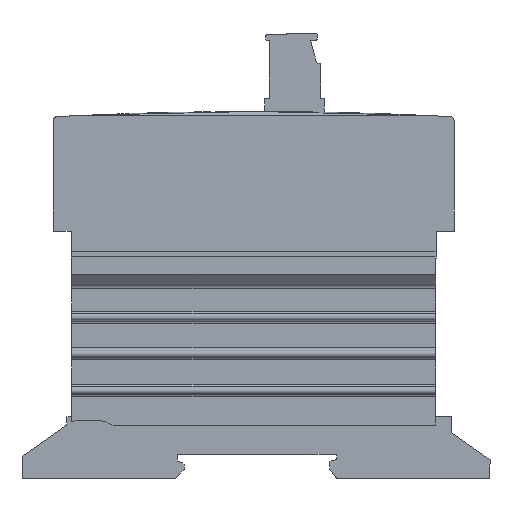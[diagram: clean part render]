
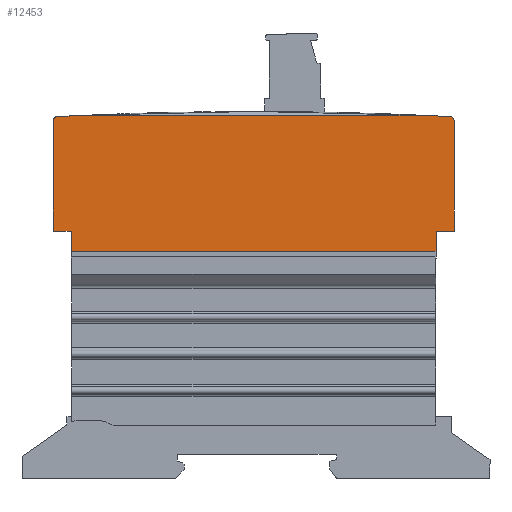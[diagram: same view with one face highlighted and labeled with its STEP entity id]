
A CAD part, left-side view. The second image highlights one B-rep face of the part: STEP entity #12453.
In plain terms, the highlighted planar face has unit normal (-1, 0, 0).
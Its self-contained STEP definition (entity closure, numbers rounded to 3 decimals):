
#4146 = VERTEX_POINT ( 'NONE', #22358 ) ;
#4149 = EDGE_CURVE ( 'NONE', #4150, #4146, #22356, .T. ) ;
#4150 = VERTEX_POINT ( 'NONE', #22351 ) ;
#4154 = VERTEX_POINT ( 'NONE', #22350 ) ;
#4160 = EDGE_CURVE ( 'NONE', #4161, #4154, #22443, .T. ) ;
#4161 = VERTEX_POINT ( 'NONE', #22430 ) ;
#12267 = ORIENTED_EDGE ( 'NONE', *, *, #12512, .T. ) ;
#12340 = ORIENTED_EDGE ( 'NONE', *, *, #12357, .T. ) ;
#12357 = EDGE_CURVE ( 'NONE', #12431, #12362, #23969, .T. ) ;
#12362 = VERTEX_POINT ( 'NONE', #23965 ) ;
#12380 = ORIENTED_EDGE ( 'NONE', *, *, #12400, .T. ) ;
#12388 = EDGE_CURVE ( 'NONE', #12435, #12416, #23963, .T. ) ;
#12390 = ORIENTED_EDGE ( 'NONE', *, *, #12388, .F. ) ;
#12400 = EDGE_CURVE ( 'NONE', #12362, #12416, #23959, .T. ) ;
#12416 = VERTEX_POINT ( 'NONE', #23955 ) ;
#12426 = ORIENTED_EDGE ( 'NONE', *, *, #4160, .T. ) ;
#12427 = EDGE_CURVE ( 'NONE', #12435, #4161, #23954, .T. ) ;
#12431 = VERTEX_POINT ( 'NONE', #24014 ) ;
#12435 = VERTEX_POINT ( 'NONE', #24013 ) ;
#12441 = ORIENTED_EDGE ( 'NONE', *, *, #12427, .T. ) ;
#12453 = ADVANCED_FACE ( 'NONE', ( #24005 ), #24003, .T. ) ;
#12473 = EDGE_CURVE ( 'NONE', #4150, #4154, #24004, .T. ) ;
#12478 = VERTEX_POINT ( 'NONE', #23995 ) ;
#12497 = VERTEX_POINT ( 'NONE', #23990 ) ;
#12502 = EDGE_CURVE ( 'NONE', #12478, #12497, #23989, .T. ) ;
#12509 = ORIENTED_EDGE ( 'NONE', *, *, #14915, .T. ) ;
#12512 = EDGE_CURVE ( 'NONE', #12497, #12431, #23985, .T. ) ;
#12514 = EDGE_CURVE ( 'NONE', #14923, #12478, #24047, .T. ) ;
#12518 = ORIENTED_EDGE ( 'NONE', *, *, #12514, .T. ) ;
#12526 = ORIENTED_EDGE ( 'NONE', *, *, #12502, .T. ) ;
#12566 = EDGE_LOOP ( 'NONE', ( #12509, #12518, #12526, #12267, #12340, #12380, #12390, #12441, #12426, #12668, #12636, #12596 ) ) ;
#12596 = ORIENTED_EDGE ( 'NONE', *, *, #12623, .T. ) ;
#12623 = EDGE_CURVE ( 'NONE', #4146, #14916, #24031, .T. ) ;
#12636 = ORIENTED_EDGE ( 'NONE', *, *, #4149, .T. ) ;
#12668 = ORIENTED_EDGE ( 'NONE', *, *, #12473, .F. ) ;
#14915 = EDGE_CURVE ( 'NONE', #14916, #14923, #24158, .T. ) ;
#14916 = VERTEX_POINT ( 'NONE', #24154 ) ;
#14923 = VERTEX_POINT ( 'NONE', #24153 ) ;
#22350 = CARTESIAN_POINT ( 'NONE',  ( -26.681, -82.085, -9.44 ) ) ;
#22351 = CARTESIAN_POINT ( 'NONE',  ( -26.681, -10.549, -9.44 ) ) ;
#22352 = DIRECTION ( 'NONE',  ( 0., -1., 0. ) ) ;
#22353 = DIRECTION ( 'NONE',  ( -1., 0., 0. ) ) ;
#22354 = CARTESIAN_POINT ( 'NONE',  ( -26.681, -46.317, -808.64 ) ) ;
#22355 = AXIS2_PLACEMENT_3D ( 'NONE', #22354, #22353, #22352 ) ;
#22356 = CIRCLE ( 'NONE', #22355, 800. ) ;
#22358 = CARTESIAN_POINT ( 'NONE',  ( -26.681, -4.776, -9.719 ) ) ;
#22430 = CARTESIAN_POINT ( 'NONE',  ( -26.681, -87.859, -9.719 ) ) ;
#22431 = DIRECTION ( 'NONE',  ( 0., -1., 0. ) ) ;
#22432 = DIRECTION ( 'NONE',  ( -1., 0., 0. ) ) ;
#22433 = CARTESIAN_POINT ( 'NONE',  ( -26.681, -46.317, -808.64 ) ) ;
#22434 = AXIS2_PLACEMENT_3D ( 'NONE', #22433, #22432, #22431 ) ;
#22443 = CIRCLE ( 'NONE', #22434, 800. ) ;
#23951 = DIRECTION ( 'NONE',  ( -1., 0., 0. ) ) ;
#23952 = CARTESIAN_POINT ( 'NONE',  ( -26.681, -87.817, -10.518 ) ) ;
#23953 = AXIS2_PLACEMENT_3D ( 'NONE', #23952, #23951, #24015 ) ;
#23954 = CIRCLE ( 'NONE', #23953, 0.8 ) ;
#23955 = CARTESIAN_POINT ( 'NONE',  ( -26.681, -88.617, -33.89 ) ) ;
#23956 = DIRECTION ( 'NONE',  ( 0., -1., 0. ) ) ;
#23957 = VECTOR ( 'NONE', #23956, 1000. ) ;
#23958 = CARTESIAN_POINT ( 'NONE',  ( -26.681, 64.134, -33.89 ) ) ;
#23959 = LINE ( 'NONE', #23958, #23957 ) ;
#23960 = DIRECTION ( 'NONE',  ( 0., 0., -1. ) ) ;
#23961 = VECTOR ( 'NONE', #23960, 1000. ) ;
#23962 = CARTESIAN_POINT ( 'NONE',  ( -26.681, -88.617, -9.44 ) ) ;
#23963 = LINE ( 'NONE', #23962, #23961 ) ;
#23965 = CARTESIAN_POINT ( 'NONE',  ( -26.681, -84.817, -33.89 ) ) ;
#23966 = DIRECTION ( 'NONE',  ( 0., 0., 1. ) ) ;
#23967 = VECTOR ( 'NONE', #23966, 1000. ) ;
#23968 = CARTESIAN_POINT ( 'NONE',  ( -26.681, -84.817, -9.44 ) ) ;
#23969 = LINE ( 'NONE', #23968, #23967 ) ;
#23982 = DIRECTION ( 'NONE',  ( 0., -1., 0. ) ) ;
#23983 = VECTOR ( 'NONE', #23982, 1000. ) ;
#23984 = CARTESIAN_POINT ( 'NONE',  ( -26.681, 64.134, -38.14 ) ) ;
#23985 = LINE ( 'NONE', #23984, #23983 ) ;
#23986 = DIRECTION ( 'NONE',  ( 0., 0., -1. ) ) ;
#23987 = VECTOR ( 'NONE', #23986, 1000. ) ;
#23988 = CARTESIAN_POINT ( 'NONE',  ( -26.681, -7.817, -9.44 ) ) ;
#23989 = LINE ( 'NONE', #23988, #23987 ) ;
#23990 = CARTESIAN_POINT ( 'NONE',  ( -26.681, -7.817, -38.14 ) ) ;
#23995 = CARTESIAN_POINT ( 'NONE',  ( -26.681, -7.817, -33.89 ) ) ;
#23996 = DIRECTION ( 'NONE',  ( 0., -1., 0. ) ) ;
#23997 = VECTOR ( 'NONE', #23996, 1000. ) ;
#23998 = CARTESIAN_POINT ( 'NONE',  ( -26.681, 64.134, -9.44 ) ) ;
#23999 = DIRECTION ( 'NONE',  ( 0., -1., 0. ) ) ;
#24000 = DIRECTION ( 'NONE',  ( -1., 0., 0. ) ) ;
#24001 = CARTESIAN_POINT ( 'NONE',  ( -26.681, 64.134, -9.44 ) ) ;
#24002 = AXIS2_PLACEMENT_3D ( 'NONE', #24001, #24000, #23999 ) ;
#24003 = PLANE ( 'NONE',  #24002 ) ;
#24004 = LINE ( 'NONE', #23998, #23997 ) ;
#24005 = FACE_OUTER_BOUND ( 'NONE', #12566, .T. ) ;
#24013 = CARTESIAN_POINT ( 'NONE',  ( -26.681, -88.617, -10.518 ) ) ;
#24014 = CARTESIAN_POINT ( 'NONE',  ( -26.681, -84.817, -38.14 ) ) ;
#24015 = DIRECTION ( 'NONE',  ( 0., -1., 0. ) ) ;
#24027 = DIRECTION ( 'NONE',  ( 0., -1., 0. ) ) ;
#24028 = DIRECTION ( 'NONE',  ( -1., 0., 0. ) ) ;
#24029 = CARTESIAN_POINT ( 'NONE',  ( -26.681, -4.817, -10.518 ) ) ;
#24030 = AXIS2_PLACEMENT_3D ( 'NONE', #24029, #24028, #24027 ) ;
#24031 = CIRCLE ( 'NONE', #24030, 0.8 ) ;
#24044 = DIRECTION ( 'NONE',  ( 0., -1., 0. ) ) ;
#24045 = VECTOR ( 'NONE', #24044, 1000. ) ;
#24046 = CARTESIAN_POINT ( 'NONE',  ( -26.681, 64.134, -33.89 ) ) ;
#24047 = LINE ( 'NONE', #24046, #24045 ) ;
#24153 = CARTESIAN_POINT ( 'NONE',  ( -26.681, -4.017, -33.89 ) ) ;
#24154 = CARTESIAN_POINT ( 'NONE',  ( -26.681, -4.017, -10.518 ) ) ;
#24155 = DIRECTION ( 'NONE',  ( 0., 0., -1. ) ) ;
#24156 = VECTOR ( 'NONE', #24155, 1000. ) ;
#24157 = CARTESIAN_POINT ( 'NONE',  ( -26.681, -4.017, -9.44 ) ) ;
#24158 = LINE ( 'NONE', #24157, #24156 ) ;
